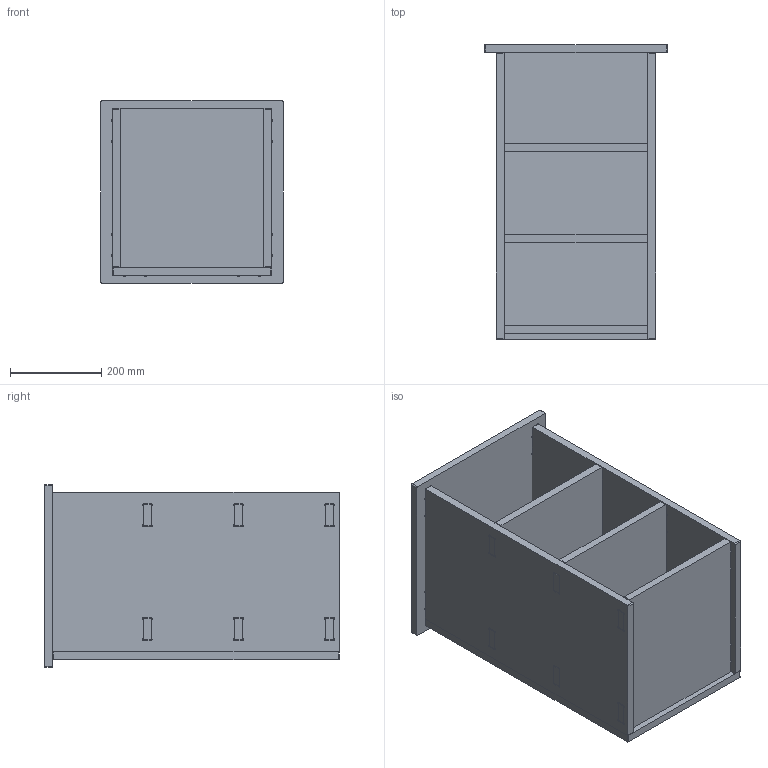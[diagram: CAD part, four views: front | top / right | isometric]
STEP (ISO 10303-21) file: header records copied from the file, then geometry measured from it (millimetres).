
FILE_DESCRIPTION(/* description */ (''),/* implementation_level */ '2;1');
FILE_NAME(/* name */ 'w7-assy.stp',/* time_stamp */ '2017-03-14T01:26:38-05:00',/* author */ ('diego'),/* organization */ (''),/* preprocessor_version */ 'ST-DEVELOPER v16.5',/* originating_system */ 'Autodesk Inventor 2017',/* authorisation */ '');
FILE_SCHEMA (('AUTOMOTIVE_DESIGN { 1 0 10303 214 3 1 1 }'));
Length unit declared in the file: millimetre
Products named in the file (6): w7-assy; w7-back; w7-middle; w7-top; w7-derecha; w7-izquierda
Assembly tree (7 placements, depth 2):
  w7-assy
    w7-back
    w7-middle  x3
    w7-top
    w7-derecha
    w7-izquierda
Bounding box: 400 x 647 x 400 mm (x, y, z)
Volume: 19595708 mm3; surface area: 2566805.9 mm2
Topology: 7 solids, 7 shells, 378 faces, 1092 edges, 728 vertices
Faces by surface type: plane 218, cylinder 160
Entity records: 10559 total; most frequent: CARTESIAN_POINT 1823, DIRECTION 1818, ORIENTED_EDGE 1800, EDGE_CURVE 900, LINE 628, VECTOR 628, VERTEX_POINT 600, AXIS2_PLACEMENT_3D 595
